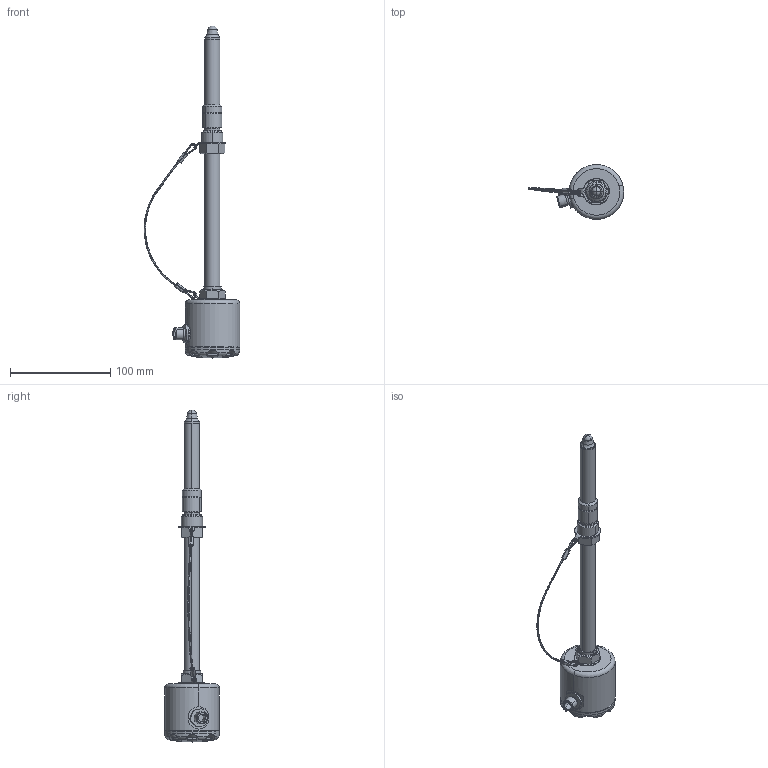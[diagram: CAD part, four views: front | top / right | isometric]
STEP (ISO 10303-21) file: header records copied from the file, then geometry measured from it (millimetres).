
FILE_DESCRIPTION((''),'2;1');
FILE_NAME('LSM_VARIABEL_ASM','2010-09-30T',('on'),(''),'PRO/ENGINEER BY PARAMETRIC TECHNOLOGY CORPORATION, 2005110','PRO/ENGINEER BY PARAMETRIC TECHNOLOGY CORPORATION, 2005110','');
FILE_SCHEMA(('CONFIG_CONTROL_DESIGN'));
Length unit declared in the file: millimetre
Products named in the file (19): 3031-049; 3031-050; LAAG_ORING_ASM; YMER_ASM; 2103-095; 2103-093; 2103-092; 2103-097; WELDING_PART_NIPLE_ASM; 3600-001; STAALWEIER; KLEMERING; WIER_KLEMRING_ASM; NY_HUS_NORMAL; 2103102; 2103103; ORING; M_12_STIK; LSM_VARIABEL_ASM
Assembly tree (20 placements, depth 4):
  LSM_VARIABEL_ASM
    YMER_ASM
      LAAG_ORING_ASM
        3031-049
        3031-050
    2103-095
    2103-093
    2103-092
    WELDING_PART_NIPLE_ASM
      2103-097
    3600-001  x2
    WIER_KLEMRING_ASM
      STAALWEIER
      KLEMERING  x2
    NY_HUS_NORMAL
    2103102
    2103103
    ORING
    M_12_STIK
Bounding box: 95.25 x 54.5 x 330.93 mm (x, y, z)
Volume: 94215.7 mm3; surface area: 67461.6 mm2
Topology: 16 solids, 18 shells, 421 faces, 1004 edges, 617 vertices
Faces by surface type: cylinder 114, bspline 109, plane 86, cone 58, torus 46, sphere 4, extrusion 4
Entity records: 19221 total; most frequent: CARTESIAN_POINT 10151, ORIENTED_EDGE 1822, DIRECTION 1773, EDGE_CURVE 914, AXIS2_PLACEMENT_3D 722, VERTEX_POINT 565, EDGE_LOOP 430, FACE_OUTER_BOUND 385
